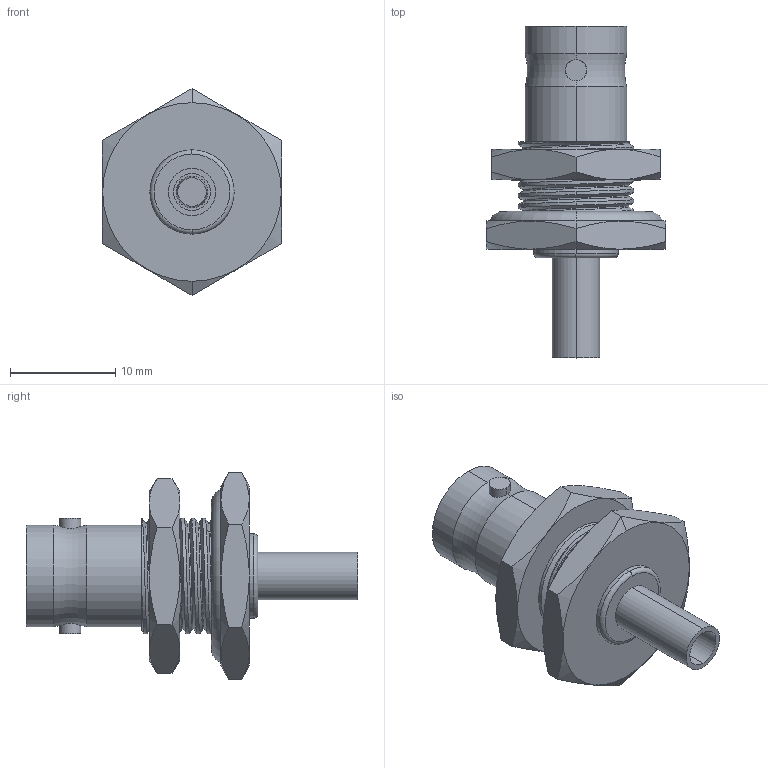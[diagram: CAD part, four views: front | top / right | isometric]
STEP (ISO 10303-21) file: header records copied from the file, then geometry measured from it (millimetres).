
FILE_DESCRIPTION((''),'2;1');
FILE_NAME('1','2021-09-06T',('Administrator'),(''),'PRO/ENGINEER BY PARAMETRIC TECHNOLOGY CORPORATION, 2012090','PRO/ENGINEER BY PARAMETRIC TECHNOLOGY CORPORATION, 2012090','');
FILE_SCHEMA(('CONFIG_CONTROL_DESIGN'));
Length unit declared in the file: millimetre
Products named in the file (1): 1
Bounding box: 17 x 31.5 x 19.63 mm (x, y, z)
Volume: 2281.8 mm3; surface area: 2172.1 mm2
Topology: 1 solids, 1 shells, 113 faces, 269 edges, 167 vertices
Faces by surface type: plane 42, cone 28, cylinder 28, bspline 9, torus 6
Entity records: 4876 total; most frequent: CARTESIAN_POINT 2345, ORIENTED_EDGE 534, DIRECTION 489, EDGE_CURVE 267, AXIS2_PLACEMENT_3D 202, VERTEX_POINT 167, EDGE_LOOP 124, FACE_OUTER_BOUND 113
